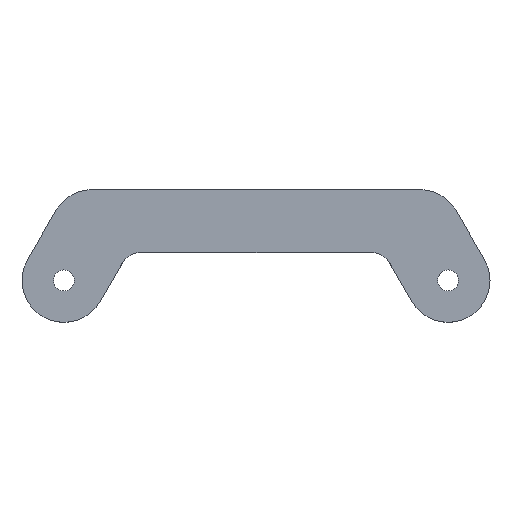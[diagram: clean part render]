
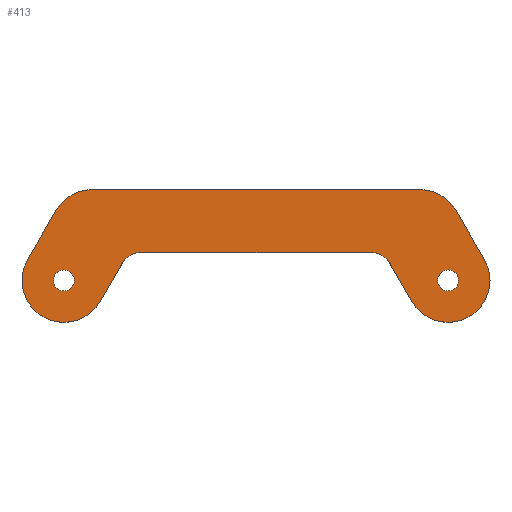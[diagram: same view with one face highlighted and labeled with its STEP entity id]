
A CAD part, top view. The second image highlights one B-rep face of the part: STEP entity #413.
In plain terms, the highlighted planar face has unit normal (0, 0, 1).
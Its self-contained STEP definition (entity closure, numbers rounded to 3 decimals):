
#2 = LINE ( 'NONE', #507, #151 ) ;
#27 = CARTESIAN_POINT ( 'NONE',  ( 10.97, 4., 4. ) ) ;
#28 = CIRCLE ( 'NONE', #626, 6. ) ;
#46 = EDGE_LOOP ( 'NONE', ( #196, #651 ) ) ;
#48 = VERTEX_POINT ( 'NONE', #427 ) ;
#49 = DIRECTION ( 'NONE',  ( 1., 0., 0. ) ) ;
#52 = DIRECTION ( 'NONE',  ( 1., 0., 0. ) ) ;
#54 = EDGE_LOOP ( 'NONE', ( #131, #148 ) ) ;
#61 = AXIS2_PLACEMENT_3D ( 'NONE', #456, #203, #412 ) ;
#62 = VERTEX_POINT ( 'NONE', #322 ) ;
#65 = VERTEX_POINT ( 'NONE', #582 ) ;
#67 = CARTESIAN_POINT ( 'NONE',  ( 0., 4., 4. ) ) ;
#69 = EDGE_CURVE ( 'NONE', #62, #65, #108, .T. ) ;
#71 = DIRECTION ( 'NONE',  ( 0., 0., 1. ) ) ;
#74 = EDGE_CURVE ( 'NONE', #376, #553, #493, .T. ) ;
#80 = CIRCLE ( 'NONE', #547, 6. ) ;
#83 = CARTESIAN_POINT ( 'NONE',  ( 56.5, 0., 4. ) ) ;
#89 = ORIENTED_EDGE ( 'NONE', *, *, #529, .F. ) ;
#96 = CARTESIAN_POINT ( 'NONE',  ( 56.155, 10., 4. ) ) ;
#103 = DIRECTION ( 'NONE',  ( 0., 0., 1. ) ) ;
#107 = CIRCLE ( 'NONE', #661, 6. ) ;
#108 = CIRCLE ( 'NONE', #628, 1.5 ) ;
#111 = AXIS2_PLACEMENT_3D ( 'NONE', #554, #199, #49 ) ;
#116 = LINE ( 'NONE', #67, #259 ) ;
#121 = CARTESIAN_POINT ( 'NONE',  ( 49.804, -3., 4. ) ) ;
#125 = CARTESIAN_POINT ( 'NONE',  ( 0., 0., 4. ) ) ;
#131 = ORIENTED_EDGE ( 'NONE', *, *, #517, .F. ) ;
#134 = AXIS2_PLACEMENT_3D ( 'NONE', #184, #71, #487 ) ;
#136 = ORIENTED_EDGE ( 'NONE', *, *, #258, .T. ) ;
#141 = VERTEX_POINT ( 'NONE', #27 ) ;
#148 = ORIENTED_EDGE ( 'NONE', *, *, #238, .F. ) ;
#151 = VECTOR ( 'NONE', #298, 1000. ) ;
#154 = CARTESIAN_POINT ( 'NONE',  ( -5.196, 3., 4. ) ) ;
#158 = CARTESIAN_POINT ( 'NONE',  ( 0., 0., 4. ) ) ;
#166 = VECTOR ( 'NONE', #365, 1000. ) ;
#167 = AXIS2_PLACEMENT_3D ( 'NONE', #644, #477, #581 ) ;
#171 = DIRECTION ( 'NONE',  ( 1., 0., 0. ) ) ;
#179 = CARTESIAN_POINT ( 'NONE',  ( 0., 0., 4. ) ) ;
#180 = FACE_OUTER_BOUND ( 'NONE', #416, .T. ) ;
#184 = CARTESIAN_POINT ( 'NONE',  ( 0., 0., 4. ) ) ;
#185 = VERTEX_POINT ( 'NONE', #83 ) ;
#191 = ORIENTED_EDGE ( 'NONE', *, *, #387, .T. ) ;
#196 = ORIENTED_EDGE ( 'NONE', *, *, #374, .F. ) ;
#197 = CIRCLE ( 'NONE', #303, 3. ) ;
#198 = AXIS2_PLACEMENT_3D ( 'NONE', #297, #585, #343 ) ;
#199 = DIRECTION ( 'NONE',  ( 0., 0., -1. ) ) ;
#200 = CARTESIAN_POINT ( 'NONE',  ( 0., 13., 4. ) ) ;
#201 = DIRECTION ( 'NONE',  ( 1., 0., 0. ) ) ;
#203 = DIRECTION ( 'NONE',  ( 0., 0., 1. ) ) ;
#220 = LINE ( 'NONE', #629, #352 ) ;
#224 = VECTOR ( 'NONE', #409, 1000. ) ;
#229 = CARTESIAN_POINT ( 'NONE',  ( -1.155, 10., 4. ) ) ;
#236 = DIRECTION ( 'NONE',  ( 1., 0., 0. ) ) ;
#237 = ORIENTED_EDGE ( 'NONE', *, *, #394, .F. ) ;
#238 = EDGE_CURVE ( 'NONE', #185, #617, #652, .T. ) ;
#241 = ORIENTED_EDGE ( 'NONE', *, *, #429, .T. ) ;
#242 = DIRECTION ( 'NONE',  ( 1., 0., 0. ) ) ;
#252 = CARTESIAN_POINT ( 'NONE',  ( 60.196, 3., 4. ) ) ;
#258 = EDGE_CURVE ( 'NONE', #284, #496, #28, .T. ) ;
#259 = VECTOR ( 'NONE', #545, 1000. ) ;
#264 = EDGE_CURVE ( 'NONE', #636, #526, #454, .T. ) ;
#283 = FACE_BOUND ( 'NONE', #46, .T. ) ;
#284 = VERTEX_POINT ( 'NONE', #96 ) ;
#288 = CARTESIAN_POINT ( 'NONE',  ( 4.041, 13., 4. ) ) ;
#289 = ORIENTED_EDGE ( 'NONE', *, *, #264, .T. ) ;
#297 = CARTESIAN_POINT ( 'NONE',  ( 4.041, 7., 4. ) ) ;
#298 = DIRECTION ( 'NONE',  ( -0.5, 0.866, 0. ) ) ;
#303 = AXIS2_PLACEMENT_3D ( 'NONE', #344, #491, #236 ) ;
#312 = CARTESIAN_POINT ( 'NONE',  ( 53.5, 0., 4. ) ) ;
#313 = DIRECTION ( 'NONE',  ( 0., 0., 1. ) ) ;
#315 = CIRCLE ( 'NONE', #134, 1.5 ) ;
#322 = CARTESIAN_POINT ( 'NONE',  ( 1.5, 0., 4. ) ) ;
#327 = CARTESIAN_POINT ( 'NONE',  ( 44.03, 4., 4. ) ) ;
#332 = FACE_BOUND ( 'NONE', #54, .T. ) ;
#333 = ORIENTED_EDGE ( 'NONE', *, *, #643, .T. ) ;
#335 = CARTESIAN_POINT ( 'NONE',  ( 46.628, 2.5, 4. ) ) ;
#343 = DIRECTION ( 'NONE',  ( 1., 0., 0. ) ) ;
#344 = CARTESIAN_POINT ( 'NONE',  ( 10.97, 1., 4. ) ) ;
#345 = VERTEX_POINT ( 'NONE', #420 ) ;
#352 = VECTOR ( 'NONE', #539, 1000. ) ;
#354 = ORIENTED_EDGE ( 'NONE', *, *, #650, .F. ) ;
#361 = CARTESIAN_POINT ( 'NONE',  ( 5.196, -3., 4. ) ) ;
#362 = CIRCLE ( 'NONE', #111, 3. ) ;
#365 = DIRECTION ( 'NONE',  ( 0.5, 0.866, 0. ) ) ;
#374 = EDGE_CURVE ( 'NONE', #65, #62, #315, .T. ) ;
#376 = VERTEX_POINT ( 'NONE', #288 ) ;
#377 = VECTOR ( 'NONE', #613, 1000. ) ;
#382 = DIRECTION ( 'NONE',  ( 1., 0., 0. ) ) ;
#384 = DIRECTION ( 'NONE',  ( 1., 0., 0. ) ) ;
#387 = EDGE_CURVE ( 'NONE', #526, #141, #197, .T. ) ;
#394 = EDGE_CURVE ( 'NONE', #457, #141, #116, .T. ) ;
#397 = DIRECTION ( 'NONE',  ( 0., 0., 1. ) ) ;
#398 = VERTEX_POINT ( 'NONE', #121 ) ;
#409 = DIRECTION ( 'NONE',  ( 0.5, 0.866, 0. ) ) ;
#412 = DIRECTION ( 'NONE',  ( 1., 0., 0. ) ) ;
#413 = ADVANCED_FACE ( 'NONE', ( #283, #332, #180 ), #483, .T. ) ;
#416 = EDGE_LOOP ( 'NONE', ( #237, #449, #89, #333, #460, #136, #484, #502, #354, #601, #241, #289, #191 ) ) ;
#418 = LINE ( 'NONE', #154, #224 ) ;
#419 = DIRECTION ( 'NONE',  ( 0., 0., 1. ) ) ;
#420 = CARTESIAN_POINT ( 'NONE',  ( -6., 0., 4. ) ) ;
#427 = CARTESIAN_POINT ( 'NONE',  ( -5.196, 3., 4. ) ) ;
#429 = EDGE_CURVE ( 'NONE', #345, #636, #107, .T. ) ;
#439 = EDGE_CURVE ( 'NONE', #376, #496, #566, .T. ) ;
#446 = CARTESIAN_POINT ( 'NONE',  ( 8.372, 2.5, 4. ) ) ;
#449 = ORIENTED_EDGE ( 'NONE', *, *, #620, .T. ) ;
#453 = EDGE_CURVE ( 'NONE', #48, #345, #80, .T. ) ;
#454 = LINE ( 'NONE', #361, #166 ) ;
#456 = CARTESIAN_POINT ( 'NONE',  ( 55., 0., 4. ) ) ;
#457 = VERTEX_POINT ( 'NONE', #327 ) ;
#459 = CARTESIAN_POINT ( 'NONE',  ( 55., 0., 4. ) ) ;
#460 = ORIENTED_EDGE ( 'NONE', *, *, #612, .T. ) ;
#462 = DIRECTION ( 'NONE',  ( 0., 0., 1. ) ) ;
#471 = AXIS2_PLACEMENT_3D ( 'NONE', #459, #462, #201 ) ;
#477 = DIRECTION ( 'NONE',  ( 0., 0., 1. ) ) ;
#483 = PLANE ( 'NONE',  #599 ) ;
#484 = ORIENTED_EDGE ( 'NONE', *, *, #439, .F. ) ;
#487 = DIRECTION ( 'NONE',  ( 1., 0., 0. ) ) ;
#491 = DIRECTION ( 'NONE',  ( 0., 0., -1. ) ) ;
#493 = CIRCLE ( 'NONE', #198, 6. ) ;
#495 = CARTESIAN_POINT ( 'NONE',  ( 0., 0., 4. ) ) ;
#496 = VERTEX_POINT ( 'NONE', #625 ) ;
#502 = ORIENTED_EDGE ( 'NONE', *, *, #74, .T. ) ;
#507 = CARTESIAN_POINT ( 'NONE',  ( 46.446, 26.816, 4. ) ) ;
#513 = CARTESIAN_POINT ( 'NONE',  ( 5.196, -3., 4. ) ) ;
#517 = EDGE_CURVE ( 'NONE', #617, #185, #590, .T. ) ;
#526 = VERTEX_POINT ( 'NONE', #446 ) ;
#529 = EDGE_CURVE ( 'NONE', #398, #565, #220, .T. ) ;
#539 = DIRECTION ( 'NONE',  ( -0.5, 0.866, 0. ) ) ;
#545 = DIRECTION ( 'NONE',  ( -1., 0., 0. ) ) ;
#547 = AXIS2_PLACEMENT_3D ( 'NONE', #158, #103, #171 ) ;
#552 = CARTESIAN_POINT ( 'NONE',  ( 50.959, 7., 4. ) ) ;
#553 = VERTEX_POINT ( 'NONE', #229 ) ;
#554 = CARTESIAN_POINT ( 'NONE',  ( 44.03, 1., 4. ) ) ;
#565 = VERTEX_POINT ( 'NONE', #335 ) ;
#566 = LINE ( 'NONE', #200, #377 ) ;
#578 = CIRCLE ( 'NONE', #61, 6. ) ;
#581 = DIRECTION ( 'NONE',  ( 1., 0., 0. ) ) ;
#582 = CARTESIAN_POINT ( 'NONE',  ( -1.5, 0., 4. ) ) ;
#585 = DIRECTION ( 'NONE',  ( 0., 0., 1. ) ) ;
#589 = DIRECTION ( 'NONE',  ( 0., 0., 1. ) ) ;
#590 = CIRCLE ( 'NONE', #167, 1.5 ) ;
#599 = AXIS2_PLACEMENT_3D ( 'NONE', #495, #397, #382 ) ;
#601 = ORIENTED_EDGE ( 'NONE', *, *, #453, .T. ) ;
#612 = EDGE_CURVE ( 'NONE', #614, #284, #2, .T. ) ;
#613 = DIRECTION ( 'NONE',  ( 1., 0., 0. ) ) ;
#614 = VERTEX_POINT ( 'NONE', #252 ) ;
#617 = VERTEX_POINT ( 'NONE', #312 ) ;
#620 = EDGE_CURVE ( 'NONE', #457, #565, #362, .T. ) ;
#625 = CARTESIAN_POINT ( 'NONE',  ( 50.959, 13., 4. ) ) ;
#626 = AXIS2_PLACEMENT_3D ( 'NONE', #552, #313, #242 ) ;
#628 = AXIS2_PLACEMENT_3D ( 'NONE', #179, #589, #384 ) ;
#629 = CARTESIAN_POINT ( 'NONE',  ( 36.054, 20.816, 4. ) ) ;
#636 = VERTEX_POINT ( 'NONE', #513 ) ;
#643 = EDGE_CURVE ( 'NONE', #398, #614, #578, .T. ) ;
#644 = CARTESIAN_POINT ( 'NONE',  ( 55., 0., 4. ) ) ;
#650 = EDGE_CURVE ( 'NONE', #48, #553, #418, .T. ) ;
#651 = ORIENTED_EDGE ( 'NONE', *, *, #69, .F. ) ;
#652 = CIRCLE ( 'NONE', #471, 1.5 ) ;
#661 = AXIS2_PLACEMENT_3D ( 'NONE', #125, #419, #52 ) ;
